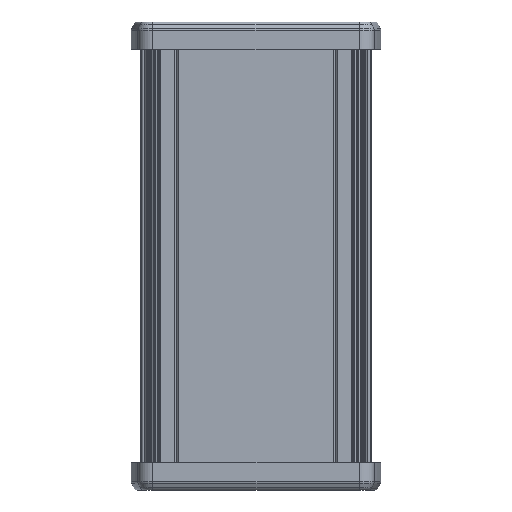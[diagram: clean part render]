
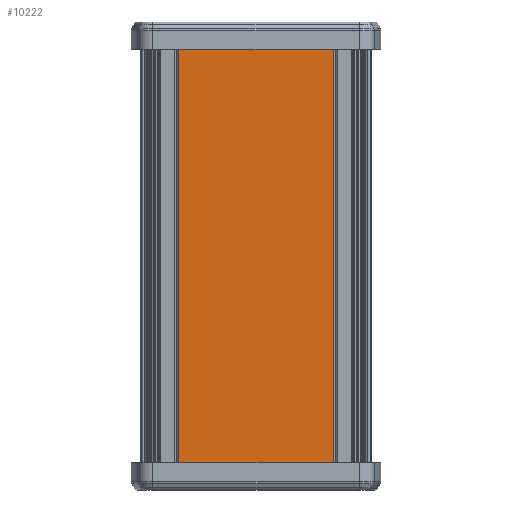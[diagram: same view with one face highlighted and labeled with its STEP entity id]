
A CAD part, front view. The second image highlights one B-rep face of the part: STEP entity #10222.
In plain terms, the highlighted planar face has unit normal (0, -1, 0).
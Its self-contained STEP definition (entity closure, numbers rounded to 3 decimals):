
#24 = VECTOR ( 'NONE', #1233, 1000. ) ;
#47 = ORIENTED_EDGE ( 'NONE', *, *, #11519, .T. ) ;
#496 = ORIENTED_EDGE ( 'NONE', *, *, #2894, .T. ) ;
#1008 = EDGE_CURVE ( 'NONE', #5030, #5230, #9680, .T. ) ;
#1233 = DIRECTION ( 'NONE',  ( 0., 0., -1. ) ) ;
#1541 = CARTESIAN_POINT ( 'NONE',  ( 0., 0.069, 120. ) ) ;
#1552 = EDGE_LOOP ( 'NONE', ( #8239, #4322, #496, #47 ) ) ;
#1641 = CARTESIAN_POINT ( 'NONE',  ( 270.385, 0.069, 120. ) ) ;
#1702 = VERTEX_POINT ( 'NONE', #1641 ) ;
#2303 = EDGE_CURVE ( 'NONE', #12149, #5030, #5797, .T. ) ;
#2894 = EDGE_CURVE ( 'NONE', #12149, #1702, #2972, .T. ) ;
#2972 = LINE ( 'NONE', #5330, #10756 ) ;
#3070 = CARTESIAN_POINT ( 'NONE',  ( 313.383, 0.069, 120. ) ) ;
#4117 = DIRECTION ( 'NONE',  ( 0., 0., -1. ) ) ;
#4322 = ORIENTED_EDGE ( 'NONE', *, *, #2303, .F. ) ;
#4584 = AXIS2_PLACEMENT_3D ( 'NONE', #1541, #5660, #12757 ) ;
#4762 = FACE_OUTER_BOUND ( 'NONE', #1552, .T. ) ;
#4912 = LINE ( 'NONE', #10173, #7311 ) ;
#5030 = VERTEX_POINT ( 'NONE', #11053 ) ;
#5230 = VERTEX_POINT ( 'NONE', #8404 ) ;
#5330 = CARTESIAN_POINT ( 'NONE',  ( 0., 0.069, 120. ) ) ;
#5660 = DIRECTION ( 'NONE',  ( 0., -1., 0. ) ) ;
#5797 = LINE ( 'NONE', #8368, #24 ) ;
#7311 = VECTOR ( 'NONE', #4117, 1000. ) ;
#7326 = DIRECTION ( 'NONE',  ( -1., 0., 0. ) ) ;
#8239 = ORIENTED_EDGE ( 'NONE', *, *, #1008, .F. ) ;
#8368 = CARTESIAN_POINT ( 'NONE',  ( 313.383, 0.069, 120. ) ) ;
#8404 = CARTESIAN_POINT ( 'NONE',  ( 270.385, 0.069, 0. ) ) ;
#9367 = VECTOR ( 'NONE', #12911, 1000. ) ;
#9660 = PLANE ( 'NONE',  #4584 ) ;
#9680 = LINE ( 'NONE', #12639, #9367 ) ;
#10173 = CARTESIAN_POINT ( 'NONE',  ( 270.385, 0.069, 120. ) ) ;
#10222 = ADVANCED_FACE ( 'NONE', ( #4762 ), #9660, .T. ) ;
#10756 = VECTOR ( 'NONE', #7326, 1000. ) ;
#11053 = CARTESIAN_POINT ( 'NONE',  ( 313.383, 0.069, 0. ) ) ;
#11519 = EDGE_CURVE ( 'NONE', #1702, #5230, #4912, .T. ) ;
#12149 = VERTEX_POINT ( 'NONE', #3070 ) ;
#12639 = CARTESIAN_POINT ( 'NONE',  ( 0., 0.069, 0. ) ) ;
#12757 = DIRECTION ( 'NONE',  ( 0., 0., -1. ) ) ;
#12911 = DIRECTION ( 'NONE',  ( -1., 0., 0. ) ) ;
